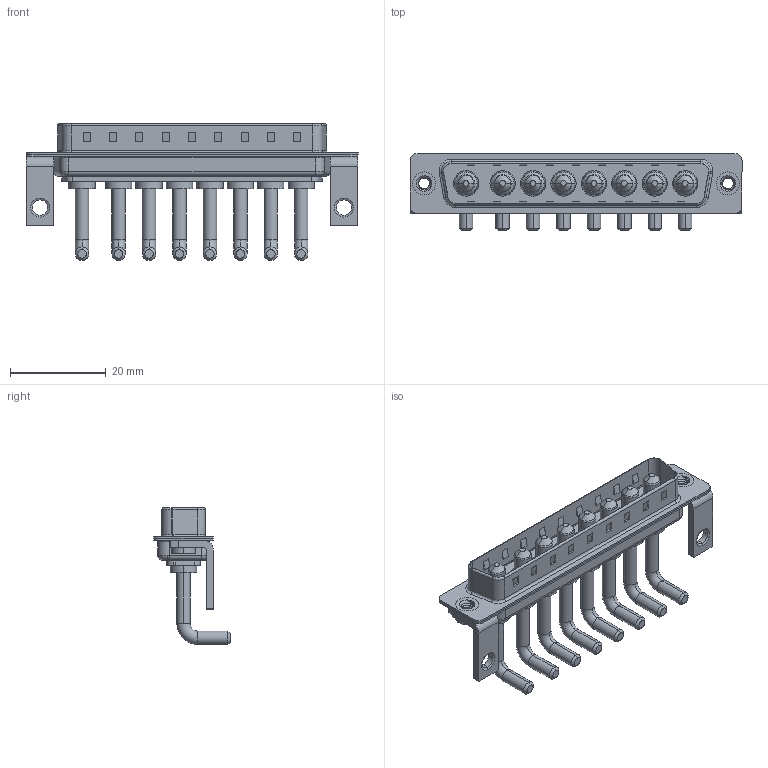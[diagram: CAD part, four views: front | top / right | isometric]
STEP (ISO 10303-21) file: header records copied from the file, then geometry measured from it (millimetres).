
FILE_DESCRIPTION (( 'STEP AP203' ), '1' );
FILE_NAME ('629-8W8-650-2TC.STEP', '2022-05-14T11:18:54', ( '' ), ( '' ), 'SwSTEP 2.0', 'SolidWorks 2020', '' );
FILE_SCHEMA (( 'CONFIG_CONTROL_DESIGN' ));
Length unit declared in the file: millimetre
Products named in the file (7): 629-8W8-650-2TC; Power Pin_Ext 20A RA; 629Combo Shell Rear_37 Contacts; 629Combo Housing_8W8; 629Combo Shell Front_37 Contacts; 629Combo Stabilizer Bracket; 629Combo Threaded Rivet_2
Assembly tree (15 placements, depth 2):
  629-8W8-650-2TC
    629Combo Housing_8W8
    629Combo Shell Rear_37 Contacts
    629Combo Shell Front_37 Contacts
    629Combo Threaded Rivet_2  x2
    629Combo Stabilizer Bracket  x2
    Power Pin_Ext 20A RA  x8
Bounding box: 69.4 x 16.05 x 28.63 mm (x, y, z)
Volume: 5537.3 mm3; surface area: 11143 mm2
Topology: 23 solids, 23 shells, 804 faces, 1921 edges, 1198 vertices
Faces by surface type: cylinder 333, plane 303, torus 82, cone 72, bspline 14
Entity records: 16997 total; most frequent: CARTESIAN_POINT 4059, DIRECTION 2587, ORIENTED_EDGE 2428, EDGE_CURVE 1214, AXIS2_PLACEMENT_3D 929, VERTEX_POINT 768, VECTOR 729, LINE 729
